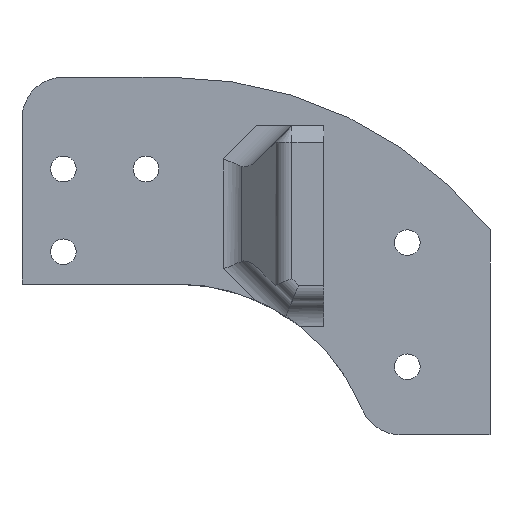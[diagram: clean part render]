
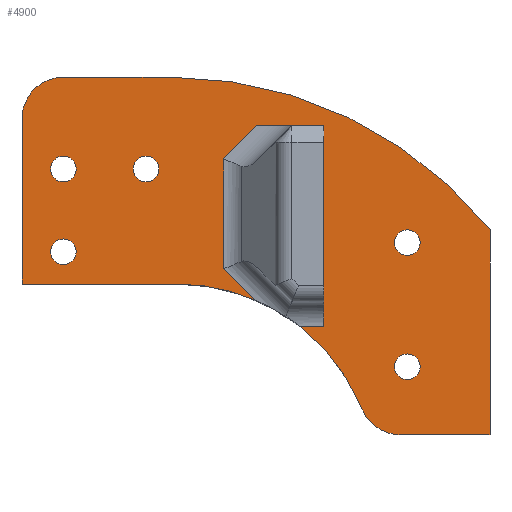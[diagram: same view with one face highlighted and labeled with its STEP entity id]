
A CAD part, front view. The second image highlights one B-rep face of the part: STEP entity #4900.
In plain terms, the highlighted planar face has unit normal (0, -1, 0).
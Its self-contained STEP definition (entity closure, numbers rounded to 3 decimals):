
#38=FACE_BOUND('',#1074,.T.);
#39=FACE_BOUND('',#1075,.T.);
#40=FACE_BOUND('',#1076,.T.);
#41=FACE_BOUND('',#1077,.T.);
#42=FACE_BOUND('',#1078,.T.);
#282=PLANE('',#5090);
#300=CIRCLE('',#5088,5.);
#301=CIRCLE('',#5091,24.172);
#302=CIRCLE('',#5092,5.);
#303=CIRCLE('',#5093,49.47);
#304=CIRCLE('',#5094,24.172);
#305=CIRCLE('',#5095,1.55);
#306=CIRCLE('',#5096,1.55);
#307=CIRCLE('',#5097,1.55);
#308=CIRCLE('',#5098,1.55);
#309=CIRCLE('',#5099,1.55);
#789=FACE_OUTER_BOUND('',#1073,.T.);
#1073=EDGE_LOOP('',(#4560,#4561,#4562,#4563,#4564,#4565,#4566,#4567,#4568,
#4569,#4570,#4571,#4572,#4573,#4574,#4575));
#1074=EDGE_LOOP('',(#4576));
#1075=EDGE_LOOP('',(#4577));
#1076=EDGE_LOOP('',(#4578));
#1077=EDGE_LOOP('',(#4579));
#1078=EDGE_LOOP('',(#4580));
#1101=LINE('',#5930,#1556);
#1102=LINE('',#5942,#1557);
#1104=LINE('',#5951,#1559);
#1106=LINE('',#5964,#1561);
#1122=LINE('',#5999,#1577);
#1127=LINE('',#6013,#1582);
#1538=LINE('',#9167,#1993);
#1540=LINE('',#9175,#1995);
#1541=LINE('',#9177,#1996);
#1542=LINE('',#9180,#1997);
#1543=LINE('',#9182,#1998);
#1556=VECTOR('',#5120,10.);
#1557=VECTOR('',#5127,10.);
#1559=VECTOR('',#5135,10.);
#1561=VECTOR('',#5143,10.);
#1577=VECTOR('',#5177,10.);
#1582=VECTOR('',#5196,10.);
#1993=VECTOR('',#5859,10.);
#1995=VECTOR('',#5867,10.);
#1996=VECTOR('',#5868,10.);
#1997=VECTOR('',#5871,10.);
#1998=VECTOR('',#5872,10.);
#2012=VERTEX_POINT('',#5927);
#2013=VERTEX_POINT('',#5929);
#2015=VERTEX_POINT('',#5935);
#2017=VERTEX_POINT('',#5941);
#2020=VERTEX_POINT('',#5949);
#2021=VERTEX_POINT('',#5950);
#2033=VERTEX_POINT('',#5998);
#2472=VERTEX_POINT('',#9160);
#2473=VERTEX_POINT('',#9161);
#2474=VERTEX_POINT('',#9166);
#2475=VERTEX_POINT('',#9170);
#2476=VERTEX_POINT('',#9172);
#2477=VERTEX_POINT('',#9174);
#2478=VERTEX_POINT('',#9176);
#2479=VERTEX_POINT('',#9179);
#2480=VERTEX_POINT('',#9181);
#2481=VERTEX_POINT('',#9184);
#2482=VERTEX_POINT('',#9186);
#2483=VERTEX_POINT('',#9188);
#2484=VERTEX_POINT('',#9190);
#2485=VERTEX_POINT('',#9192);
#2488=EDGE_CURVE('',#2012,#2013,#1101,.T.);
#2492=EDGE_CURVE('',#2015,#2017,#1102,.T.);
#2496=EDGE_CURVE('',#2020,#2021,#1104,.T.);
#2501=EDGE_CURVE('',#2013,#2020,#1106,.T.);
#2519=EDGE_CURVE('',#2033,#2017,#1122,.T.);
#2526=EDGE_CURVE('',#2012,#2033,#1127,.T.);
#3174=EDGE_CURVE('',#2472,#2473,#300,.T.);
#3177=EDGE_CURVE('',#2474,#2473,#1538,.T.);
#3179=EDGE_CURVE('',#2015,#2475,#301,.T.);
#3180=EDGE_CURVE('',#2475,#2476,#302,.T.);
#3181=EDGE_CURVE('',#2476,#2477,#1540,.T.);
#3182=EDGE_CURVE('',#2477,#2478,#1541,.T.);
#3183=EDGE_CURVE('',#2478,#2474,#303,.T.);
#3184=EDGE_CURVE('',#2472,#2479,#1542,.T.);
#3185=EDGE_CURVE('',#2479,#2480,#1543,.T.);
#3186=EDGE_CURVE('',#2480,#2021,#304,.T.);
#3187=EDGE_CURVE('',#2481,#2481,#305,.T.);
#3188=EDGE_CURVE('',#2482,#2482,#306,.T.);
#3189=EDGE_CURVE('',#2483,#2483,#307,.T.);
#3190=EDGE_CURVE('',#2484,#2484,#308,.T.);
#3191=EDGE_CURVE('',#2485,#2485,#309,.T.);
#4560=ORIENTED_EDGE('',*,*,#2526,.T.);
#4561=ORIENTED_EDGE('',*,*,#2519,.T.);
#4562=ORIENTED_EDGE('',*,*,#2492,.F.);
#4563=ORIENTED_EDGE('',*,*,#3179,.T.);
#4564=ORIENTED_EDGE('',*,*,#3180,.T.);
#4565=ORIENTED_EDGE('',*,*,#3181,.T.);
#4566=ORIENTED_EDGE('',*,*,#3182,.T.);
#4567=ORIENTED_EDGE('',*,*,#3183,.T.);
#4568=ORIENTED_EDGE('',*,*,#3177,.T.);
#4569=ORIENTED_EDGE('',*,*,#3174,.F.);
#4570=ORIENTED_EDGE('',*,*,#3184,.T.);
#4571=ORIENTED_EDGE('',*,*,#3185,.T.);
#4572=ORIENTED_EDGE('',*,*,#3186,.T.);
#4573=ORIENTED_EDGE('',*,*,#2496,.F.);
#4574=ORIENTED_EDGE('',*,*,#2501,.F.);
#4575=ORIENTED_EDGE('',*,*,#2488,.F.);
#4576=ORIENTED_EDGE('',*,*,#3187,.T.);
#4577=ORIENTED_EDGE('',*,*,#3188,.T.);
#4578=ORIENTED_EDGE('',*,*,#3189,.T.);
#4579=ORIENTED_EDGE('',*,*,#3190,.T.);
#4580=ORIENTED_EDGE('',*,*,#3191,.T.);
#4900=ADVANCED_FACE('',(#789,#38,#39,#40,#41,#42),#282,.F.);
#5088=AXIS2_PLACEMENT_3D('',#9162,#5853,#5854);
#5090=AXIS2_PLACEMENT_3D('',#9169,#5861,#5862);
#5091=AXIS2_PLACEMENT_3D('',#9171,#5863,#5864);
#5092=AXIS2_PLACEMENT_3D('',#9173,#5865,#5866);
#5093=AXIS2_PLACEMENT_3D('',#9178,#5869,#5870);
#5094=AXIS2_PLACEMENT_3D('',#9183,#5873,#5874);
#5095=AXIS2_PLACEMENT_3D('',#9185,#5875,#5876);
#5096=AXIS2_PLACEMENT_3D('',#9187,#5877,#5878);
#5097=AXIS2_PLACEMENT_3D('',#9189,#5879,#5880);
#5098=AXIS2_PLACEMENT_3D('',#9191,#5881,#5882);
#5099=AXIS2_PLACEMENT_3D('',#9193,#5883,#5884);
#5120=DIRECTION('',(-0.707,0.,-0.707));
#5127=DIRECTION('',(1.,0.,0.));
#5135=DIRECTION('',(0.707,0.,-0.707));
#5143=DIRECTION('',(0.,0.,-1.));
#5177=DIRECTION('',(0.,0.,-1.));
#5196=DIRECTION('',(1.,0.,0.));
#5853=DIRECTION('center_axis',(0.,1.,0.));
#5854=DIRECTION('ref_axis',(-0.707,0.,0.707));
#5859=DIRECTION('',(-1.,0.,0.));
#5861=DIRECTION('center_axis',(0.,1.,0.));
#5862=DIRECTION('ref_axis',(0.,0.,1.));
#5863=DIRECTION('center_axis',(0.,1.,0.));
#5864=DIRECTION('ref_axis',(0.,0.,-1.));
#5865=DIRECTION('center_axis',(0.,-1.,0.));
#5866=DIRECTION('ref_axis',(0.,0.,-1.));
#5867=DIRECTION('',(1.,0.,0.));
#5868=DIRECTION('',(0.,0.,1.));
#5869=DIRECTION('center_axis',(0.,-1.,0.));
#5870=DIRECTION('ref_axis',(0.,0.,1.));
#5871=DIRECTION('',(0.,0.,-1.));
#5872=DIRECTION('',(1.,0.,0.));
#5873=DIRECTION('center_axis',(0.,1.,0.));
#5874=DIRECTION('ref_axis',(0.,0.,-1.));
#5875=DIRECTION('center_axis',(0.,1.,0.));
#5876=DIRECTION('ref_axis',(1.,0.,0.));
#5877=DIRECTION('center_axis',(0.,1.,0.));
#5878=DIRECTION('ref_axis',(1.,0.,0.));
#5879=DIRECTION('center_axis',(0.,1.,0.));
#5880=DIRECTION('ref_axis',(1.,0.,0.));
#5881=DIRECTION('center_axis',(0.,1.,0.));
#5882=DIRECTION('ref_axis',(1.,0.,0.));
#5883=DIRECTION('center_axis',(0.,1.,0.));
#5884=DIRECTION('ref_axis',(1.,0.,0.));
#5927=CARTESIAN_POINT('',(15.014,-2.,9.223));
#5929=CARTESIAN_POINT('',(11.014,-2.,5.223));
#5930=CARTESIAN_POINT('',(11.618,-2.,5.826));
#5935=CARTESIAN_POINT('',(20.269,-2.,-15.07));
#5941=CARTESIAN_POINT('',(23.116,-2.,-15.07));
#5942=CARTESIAN_POINT('',(17.091,-2.,-15.07));
#5949=CARTESIAN_POINT('',(11.014,-2.,-8.07));
#5950=CARTESIAN_POINT('',(14.762,-2.,-11.818));
#5951=CARTESIAN_POINT('',(13.664,-2.,-10.721));
#5964=CARTESIAN_POINT('',(11.014,-2.,-2.582));
#5998=CARTESIAN_POINT('',(23.116,-2.,9.223));
#5999=CARTESIAN_POINT('',(23.116,-2.,-9.294));
#6013=CARTESIAN_POINT('',(19.021,-2.,9.223));
#9160=CARTESIAN_POINT('',(-13.364,-2.,10.097));
#9161=CARTESIAN_POINT('',(-8.364,-2.,15.097));
#9162=CARTESIAN_POINT('Origin',(-8.364,-2.,10.097));
#9166=CARTESIAN_POINT('',(4.678,-2.,15.097));
#9167=CARTESIAN_POINT('',(-13.364,-2.,15.097));
#9169=CARTESIAN_POINT('Origin',(14.926,-2.,-6.517));
#9170=CARTESIAN_POINT('',(27.739,-2.,-25.006));
#9171=CARTESIAN_POINT('Origin',(5.333,-2.,-34.075));
#9172=CARTESIAN_POINT('',(32.374,-2.,-28.13));
#9173=CARTESIAN_POINT('Origin',(32.374,-2.,-23.13));
#9174=CARTESIAN_POINT('',(43.216,-2.,-28.13));
#9175=CARTESIAN_POINT('',(43.216,-2.,-28.13));
#9176=CARTESIAN_POINT('',(43.216,-2.,-3.356));
#9177=CARTESIAN_POINT('',(43.216,-2.,15.097));
#9178=CARTESIAN_POINT('Origin',(4.678,-2.,-34.374));
#9179=CARTESIAN_POINT('',(-13.364,-2.,-9.903));
#9180=CARTESIAN_POINT('',(-13.364,-2.,-9.903));
#9181=CARTESIAN_POINT('',(5.333,-2.,-9.903));
#9182=CARTESIAN_POINT('',(5.333,-2.,-9.903));
#9183=CARTESIAN_POINT('Origin',(5.333,-2.,-34.075));
#9184=CARTESIAN_POINT('',(-9.914,-2.,-6.003));
#9185=CARTESIAN_POINT('Origin',(-8.364,-2.,-6.003));
#9186=CARTESIAN_POINT('',(-9.914,-2.,3.997));
#9187=CARTESIAN_POINT('Origin',(-8.364,-2.,3.997));
#9188=CARTESIAN_POINT('',(0.086,-2.,3.997));
#9189=CARTESIAN_POINT('Origin',(1.636,-2.,3.997));
#9190=CARTESIAN_POINT('',(31.666,-2.,-19.903));
#9191=CARTESIAN_POINT('Origin',(33.216,-2.,-19.903));
#9192=CARTESIAN_POINT('',(31.666,-2.,-4.903));
#9193=CARTESIAN_POINT('Origin',(33.216,-2.,-4.903));
